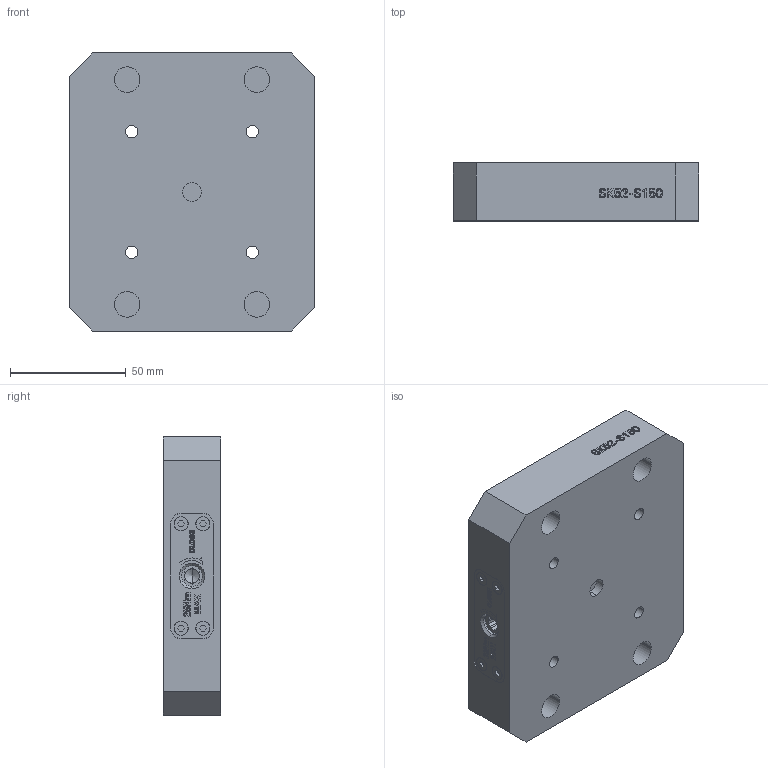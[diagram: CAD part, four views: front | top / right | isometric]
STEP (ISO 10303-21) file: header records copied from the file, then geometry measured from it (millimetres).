
FILE_DESCRIPTION((''),'2;1');
FILE_NAME('SK52-S150','2022-06-07T',('Administrator'),(''),'PRO/ENGINEER BY PARAMETRIC TECHNOLOGY CORPORATION, 2009360','PRO/ENGINEER BY PARAMETRIC TECHNOLOGY CORPORATION, 2009360','');
FILE_SCHEMA(('CONFIG_CONTROL_DESIGN'));
Length unit declared in the file: millimetre
Products named in the file (1): SK52-S150
Bounding box: 106 x 25 x 120 mm (x, y, z)
Volume: 273075.9 mm3; surface area: 53378.9 mm2
Topology: 1 solids, 14 shells, 1313 faces, 3546 edges, 2358 vertices
Faces by surface type: plane 746, extrusion 339, cylinder 172, cone 40, torus 16
Entity records: 42805 total; most frequent: CARTESIAN_POINT 10582, ORIENTED_EDGE 7084, DIRECTION 5623, EDGE_CURVE 3542, VECTOR 2731, LINE 2392, VERTEX_POINT 2358, AXIS2_PLACEMENT_3D 1446
